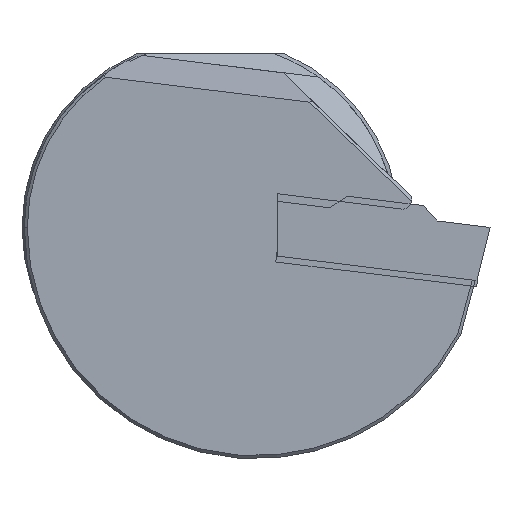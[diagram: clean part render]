
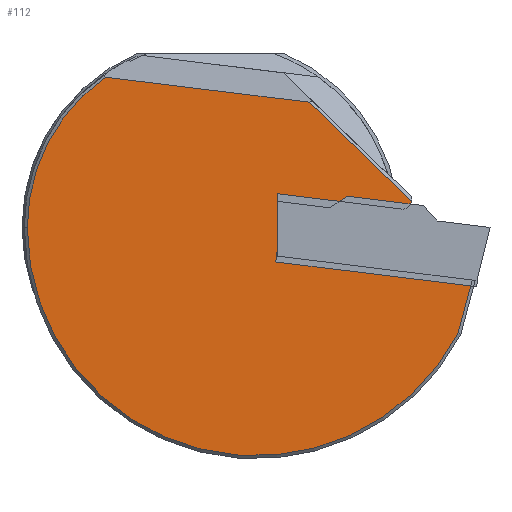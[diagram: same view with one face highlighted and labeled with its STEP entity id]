
A CAD part, left-side view. The second image highlights one B-rep face of the part: STEP entity #112.
In plain terms, the highlighted planar face has unit normal (-1, 0, 0).
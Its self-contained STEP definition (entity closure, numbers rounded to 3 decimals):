
#65=CIRCLE('',#820,0.6);
#66=CIRCLE('',#821,12.15);
#67=CIRCLE('',#822,15.125);
#112=ADVANCED_FACE('',(#185),#154,.F.);
#154=PLANE('',#823);
#185=FACE_OUTER_BOUND('',#226,.T.);
#226=EDGE_LOOP('',(#325,#326,#327,#328,#329,#330,#331,#332,#333));
#325=ORIENTED_EDGE('',*,*,#582,.T.);
#326=ORIENTED_EDGE('',*,*,#583,.T.);
#327=ORIENTED_EDGE('',*,*,#584,.T.);
#328=ORIENTED_EDGE('',*,*,#585,.T.);
#329=ORIENTED_EDGE('',*,*,#586,.T.);
#330=ORIENTED_EDGE('',*,*,#587,.T.);
#331=ORIENTED_EDGE('',*,*,#588,.T.);
#332=ORIENTED_EDGE('',*,*,#589,.T.);
#333=ORIENTED_EDGE('',*,*,#590,.T.);
#501=VERTEX_POINT('',#1165);
#502=VERTEX_POINT('',#1166);
#503=VERTEX_POINT('',#1168);
#504=VERTEX_POINT('',#1170);
#505=VERTEX_POINT('',#1172);
#506=VERTEX_POINT('',#1174);
#507=VERTEX_POINT('',#1176);
#508=VERTEX_POINT('',#1178);
#509=VERTEX_POINT('',#1180);
#582=EDGE_CURVE('',#501,#502,#685,.T.);
#583=EDGE_CURVE('',#502,#503,#686,.T.);
#584=EDGE_CURVE('',#503,#504,#687,.T.);
#585=EDGE_CURVE('',#504,#505,#65,.T.);
#586=EDGE_CURVE('',#505,#506,#688,.T.);
#587=EDGE_CURVE('',#506,#507,#689,.T.);
#588=EDGE_CURVE('',#507,#508,#66,.T.);
#589=EDGE_CURVE('',#508,#509,#67,.T.);
#590=EDGE_CURVE('',#509,#501,#690,.T.);
#685=LINE('',#1164,#760);
#686=LINE('',#1167,#761);
#687=LINE('',#1169,#762);
#688=LINE('',#1173,#763);
#689=LINE('',#1175,#764);
#690=LINE('',#1181,#765);
#760=VECTOR('',#943,1.);
#761=VECTOR('',#944,1.);
#762=VECTOR('',#945,1.);
#763=VECTOR('',#948,1.);
#764=VECTOR('',#949,1.);
#765=VECTOR('',#954,1.);
#820=AXIS2_PLACEMENT_3D('',#1171,#946,#947);
#821=AXIS2_PLACEMENT_3D('',#1177,#950,#951);
#822=AXIS2_PLACEMENT_3D('',#1179,#952,#953);
#823=AXIS2_PLACEMENT_3D('',#1182,#955,#956);
#943=DIRECTION('',(0.,0.993,0.122));
#944=DIRECTION('',(0.,0.,1.));
#945=DIRECTION('',(0.,-0.993,-0.122));
#946=DIRECTION('',(-1.,0.,0.));
#947=DIRECTION('',(0.,0.,-1.));
#948=DIRECTION('',(0.,0.719,0.695));
#949=DIRECTION('',(0.,0.993,0.122));
#950=DIRECTION('',(-1.,0.,0.));
#951=DIRECTION('',(0.,0.,-1.));
#952=DIRECTION('',(-1.,0.,0.));
#953=DIRECTION('',(0.,0.,-1.));
#954=DIRECTION('',(0.,-0.259,0.966));
#955=DIRECTION('',(1.,0.,0.));
#956=DIRECTION('',(0.,0.,-1.));
#1164=CARTESIAN_POINT('',(0.3,19.374,1.023));
#1165=CARTESIAN_POINT('',(0.3,-17.321,-3.482));
#1166=CARTESIAN_POINT('',(0.3,-4.406,-1.896));
#1167=CARTESIAN_POINT('',(0.3,-4.406,0.));
#1168=CARTESIAN_POINT('',(0.3,-4.406,2.234));
#1169=CARTESIAN_POINT('',(0.3,18.875,5.093));
#1170=CARTESIAN_POINT('',(0.3,-12.653,1.222));
#1171=CARTESIAN_POINT('',(0.3,-12.727,1.817));
#1172=CARTESIAN_POINT('',(0.3,-13.32,1.73));
#1173=CARTESIAN_POINT('',(0.3,2.798,17.296));
#1174=CARTESIAN_POINT('',(0.3,-6.521,8.296));
#1175=CARTESIAN_POINT('',(0.3,17.622,11.261));
#1176=CARTESIAN_POINT('',(0.3,6.969,9.953));
#1177=CARTESIAN_POINT('',(0.3,0.,0.));
#1178=CARTESIAN_POINT('',(0.3,12.15,0.));
#1179=CARTESIAN_POINT('',(0.3,-2.975,0.));
#1180=CARTESIAN_POINT('',(0.3,-16.374,-7.016));
#1181=CARTESIAN_POINT('',(0.3,-15.725,-9.439));
#1182=CARTESIAN_POINT('',(0.3,19.5,0.));
